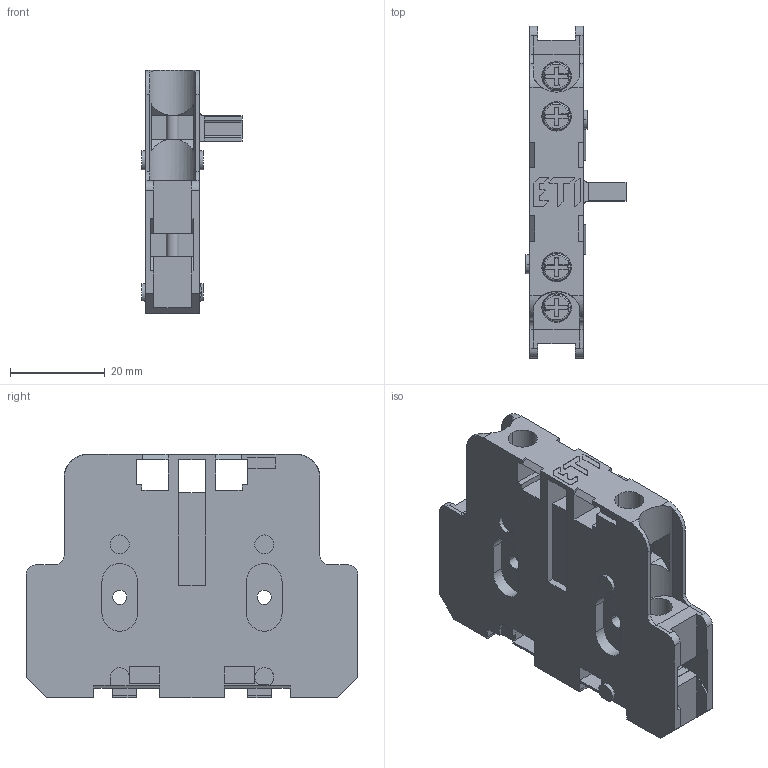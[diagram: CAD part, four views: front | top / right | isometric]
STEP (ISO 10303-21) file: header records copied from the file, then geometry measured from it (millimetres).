
FILE_DESCRIPTION((''),'2;1');
FILE_NAME('002159301_3DFILE_ASM','2021-06-09T',('marketing.praksa'),('Audax d.o.o.'),'CREO PARAMETRIC BY PTC INC, 2017480','CREO PARAMETRIC BY PTC INC, 2017480','');
FILE_SCHEMA(('AUTOMOTIVE_DESIGN { 1 0 10303 214 1 1 1 1 }'));
Length unit declared in the file: millimetre
Products named in the file (4): SCREW3_1_1; PRT9526; WL-BASE; 002159301_3DFILE_ASM
Assembly tree (6 placements, depth 2):
  002159301_3DFILE_ASM
    SCREW3_1_1  x4
    PRT9526
    WL-BASE
Bounding box: 21.1 x 70 x 51.3 mm (x, y, z)
Volume: 25947.9 mm3; surface area: 14346.7 mm2
Topology: 8 solids, 8 shells, 565 faces, 1479 edges, 943 vertices
Faces by surface type: plane 413, cylinder 136, torus 8, cone 8
Entity records: 22973 total; most frequent: CARTESIAN_POINT 2831, ORIENTED_EDGE 2622, DIRECTION 2572, PRESENTATION_STYLE_ASSIGNMENT 1809, STYLED_ITEM 1809, CURVE_STYLE 1311, EDGE_CURVE 1311, VECTOR 1014
